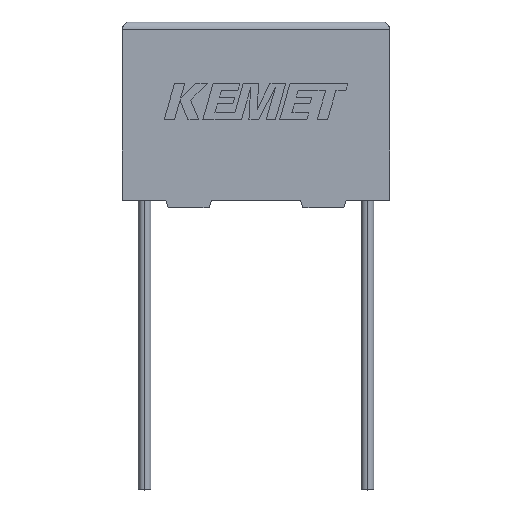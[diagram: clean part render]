
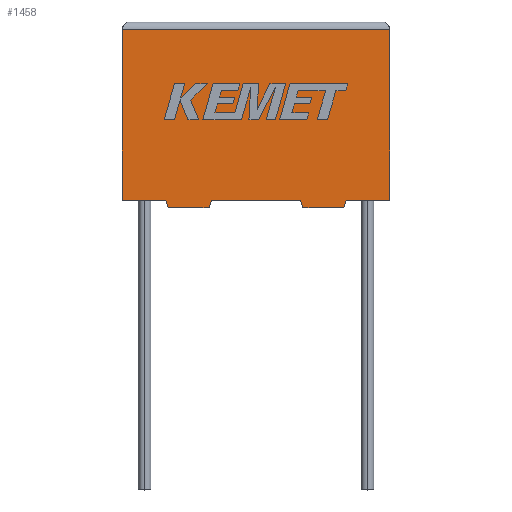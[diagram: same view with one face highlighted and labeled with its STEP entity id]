
A CAD part, top view. The second image highlights one B-rep face of the part: STEP entity #1458.
In plain terms, the highlighted planar face has unit normal (0, 0, 1).
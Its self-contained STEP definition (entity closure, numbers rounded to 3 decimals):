
#20 = LINE ( 'NONE', #2897, #1372 ) ;
#56 = VECTOR ( 'NONE', #1077, 1000. ) ;
#63 = DIRECTION ( 'NONE',  ( -1., 0., 0. ) ) ;
#98 = CARTESIAN_POINT ( 'NONE',  ( 5.844, -0.5, 6.5 ) ) ;
#113 = DIRECTION ( 'NONE',  ( -0.287, 0.958, 0. ) ) ;
#119 = ORIENTED_EDGE ( 'NONE', *, *, #2140, .T. ) ;
#140 = CARTESIAN_POINT ( 'NONE',  ( 0., 0., 6.5 ) ) ;
#214 = ORIENTED_EDGE ( 'NONE', *, *, #969, .T. ) ;
#228 = CARTESIAN_POINT ( 'NONE',  ( 5.844, -0.5, 6.5 ) ) ;
#246 = EDGE_CURVE ( 'NONE', #318, #474, #361, .T. ) ;
#318 = VERTEX_POINT ( 'NONE', #1676 ) ;
#361 = LINE ( 'NONE', #2033, #3054 ) ;
#363 = ORIENTED_EDGE ( 'NONE', *, *, #1389, .T. ) ;
#375 = DIRECTION ( 'NONE',  ( 1., 0., 0. ) ) ;
#378 = DIRECTION ( 'NONE',  ( 0., 1., 0. ) ) ;
#392 = ORIENTED_EDGE ( 'NONE', *, *, #2128, .T. ) ;
#439 = CARTESIAN_POINT ( 'NONE',  ( 12.156, -0.5, 6.5 ) ) ;
#474 = VERTEX_POINT ( 'NONE', #840 ) ;
#523 = VECTOR ( 'NONE', #2742, 1000. ) ;
#587 = ORIENTED_EDGE ( 'NONE', *, *, #1438, .F. ) ;
#613 = CARTESIAN_POINT ( 'NONE',  ( 15.06, 0., 6.5 ) ) ;
#641 = VERTEX_POINT ( 'NONE', #1340 ) ;
#659 = VERTEX_POINT ( 'NONE', #2615 ) ;
#696 = ORIENTED_EDGE ( 'NONE', *, *, #1182, .F. ) ;
#733 = CARTESIAN_POINT ( 'NONE',  ( 3.09, -0.5, 6.5 ) ) ;
#750 = LINE ( 'NONE', #3129, #872 ) ;
#783 = LINE ( 'NONE', #613, #1253 ) ;
#788 = VECTOR ( 'NONE', #1705, 1000. ) ;
#827 = VECTOR ( 'NONE', #2829, 1000. ) ;
#840 = CARTESIAN_POINT ( 'NONE',  ( 0., 11.5, 6.5 ) ) ;
#842 = DIRECTION ( 'NONE',  ( -0.287, -0.958, 0. ) ) ;
#872 = VECTOR ( 'NONE', #2363, 1000. ) ;
#875 = DIRECTION ( 'NONE',  ( -1., 0., 0. ) ) ;
#913 = EDGE_CURVE ( 'NONE', #659, #1966, #750, .T. ) ;
#956 = CARTESIAN_POINT ( 'NONE',  ( 14.91, -0.5, 6.5 ) ) ;
#969 = EDGE_CURVE ( 'NONE', #1855, #641, #1974, .T. ) ;
#1005 = CARTESIAN_POINT ( 'NONE',  ( 0., 0., 6.5 ) ) ;
#1025 = LINE ( 'NONE', #1353, #56 ) ;
#1030 = LINE ( 'NONE', #228, #523 ) ;
#1069 = ORIENTED_EDGE ( 'NONE', *, *, #1477, .T. ) ;
#1077 = DIRECTION ( 'NONE',  ( 0., -1., 0. ) ) ;
#1112 = CARTESIAN_POINT ( 'NONE',  ( 18., 0., 6.5 ) ) ;
#1174 = ORIENTED_EDGE ( 'NONE', *, *, #2331, .F. ) ;
#1182 = EDGE_CURVE ( 'NONE', #2350, #3171, #2980, .T. ) ;
#1223 = EDGE_CURVE ( 'NONE', #1437, #1855, #1030, .T. ) ;
#1253 = VECTOR ( 'NONE', #842, 1000. ) ;
#1340 = CARTESIAN_POINT ( 'NONE',  ( 12.006, 0., 6.5 ) ) ;
#1349 = EDGE_CURVE ( 'NONE', #1966, #1437, #3062, .T. ) ;
#1353 = CARTESIAN_POINT ( 'NONE',  ( 0., 0., 6.5 ) ) ;
#1372 = VECTOR ( 'NONE', #378, 1000. ) ;
#1380 = CARTESIAN_POINT ( 'NONE',  ( 12.156, -0.5, 6.5 ) ) ;
#1389 = EDGE_CURVE ( 'NONE', #474, #2138, #1025, .T. ) ;
#1437 = VERTEX_POINT ( 'NONE', #98 ) ;
#1438 = EDGE_CURVE ( 'NONE', #1829, #2350, #783, .T. ) ;
#1440 = ORIENTED_EDGE ( 'NONE', *, *, #1223, .T. ) ;
#1458 = ADVANCED_FACE ( 'NONE', ( #3192 ), #3113, .F. ) ;
#1477 = EDGE_CURVE ( 'NONE', #2528, #318, #20, .T. ) ;
#1484 = VECTOR ( 'NONE', #375, 1000. ) ;
#1517 = EDGE_LOOP ( 'NONE', ( #1069, #2696, #363, #119, #1894, #2338, #1440, #214, #1174, #696, #587, #392 ) ) ;
#1611 = CARTESIAN_POINT ( 'NONE',  ( 0., 0., 6.5 ) ) ;
#1638 = CARTESIAN_POINT ( 'NONE',  ( 0., 0., 6.5 ) ) ;
#1676 = CARTESIAN_POINT ( 'NONE',  ( 18., 11.5, 6.5 ) ) ;
#1705 = DIRECTION ( 'NONE',  ( -1., 0., 0. ) ) ;
#1829 = VERTEX_POINT ( 'NONE', #1859 ) ;
#1855 = VERTEX_POINT ( 'NONE', #2649 ) ;
#1859 = CARTESIAN_POINT ( 'NONE',  ( 15.06, 0., 6.5 ) ) ;
#1894 = ORIENTED_EDGE ( 'NONE', *, *, #913, .T. ) ;
#1958 = LINE ( 'NONE', #1638, #1484 ) ;
#1966 = VERTEX_POINT ( 'NONE', #733 ) ;
#1974 = LINE ( 'NONE', #1611, #2469 ) ;
#2033 = CARTESIAN_POINT ( 'NONE',  ( 0., 11.5, 6.5 ) ) ;
#2127 = DIRECTION ( 'NONE',  ( 1., 0., 0. ) ) ;
#2128 = EDGE_CURVE ( 'NONE', #1829, #2528, #1958, .T. ) ;
#2138 = VERTEX_POINT ( 'NONE', #1005 ) ;
#2140 = EDGE_CURVE ( 'NONE', #2138, #659, #2966, .T. ) ;
#2142 = CARTESIAN_POINT ( 'NONE',  ( 0., 0., 6.5 ) ) ;
#2331 = EDGE_CURVE ( 'NONE', #3171, #641, #2378, .T. ) ;
#2338 = ORIENTED_EDGE ( 'NONE', *, *, #1349, .T. ) ;
#2350 = VERTEX_POINT ( 'NONE', #3116 ) ;
#2363 = DIRECTION ( 'NONE',  ( 0.287, -0.958, 0. ) ) ;
#2364 = DIRECTION ( 'NONE',  ( 0., 0., -1. ) ) ;
#2378 = LINE ( 'NONE', #439, #2455 ) ;
#2455 = VECTOR ( 'NONE', #113, 1000. ) ;
#2469 = VECTOR ( 'NONE', #3121, 1000. ) ;
#2528 = VERTEX_POINT ( 'NONE', #1112 ) ;
#2615 = CARTESIAN_POINT ( 'NONE',  ( 2.94, 0., 6.5 ) ) ;
#2649 = CARTESIAN_POINT ( 'NONE',  ( 5.994, 0., 6.5 ) ) ;
#2696 = ORIENTED_EDGE ( 'NONE', *, *, #246, .T. ) ;
#2742 = DIRECTION ( 'NONE',  ( 0.287, 0.958, 0. ) ) ;
#2829 = DIRECTION ( 'NONE',  ( 1., 0., 0. ) ) ;
#2870 = CARTESIAN_POINT ( 'NONE',  ( 3.09, -0.5, 6.5 ) ) ;
#2891 = VECTOR ( 'NONE', #2127, 1000. ) ;
#2897 = CARTESIAN_POINT ( 'NONE',  ( 18., 0., 6.5 ) ) ;
#2966 = LINE ( 'NONE', #2142, #2891 ) ;
#2980 = LINE ( 'NONE', #956, #788 ) ;
#3054 = VECTOR ( 'NONE', #63, 1000. ) ;
#3062 = LINE ( 'NONE', #2870, #827 ) ;
#3113 = PLANE ( 'NONE',  #3187 ) ;
#3116 = CARTESIAN_POINT ( 'NONE',  ( 14.91, -0.5, 6.5 ) ) ;
#3121 = DIRECTION ( 'NONE',  ( 1., 0., 0. ) ) ;
#3129 = CARTESIAN_POINT ( 'NONE',  ( 2.94, 0., 6.5 ) ) ;
#3171 = VERTEX_POINT ( 'NONE', #1380 ) ;
#3187 = AXIS2_PLACEMENT_3D ( 'NONE', #140, #2364, #875 ) ;
#3192 = FACE_OUTER_BOUND ( 'NONE', #1517, .T. ) ;
